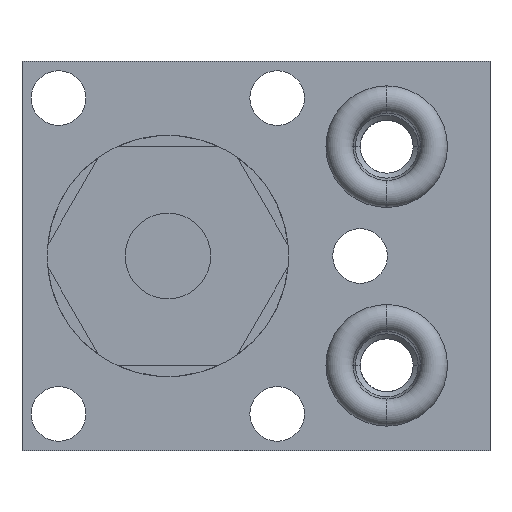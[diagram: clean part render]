
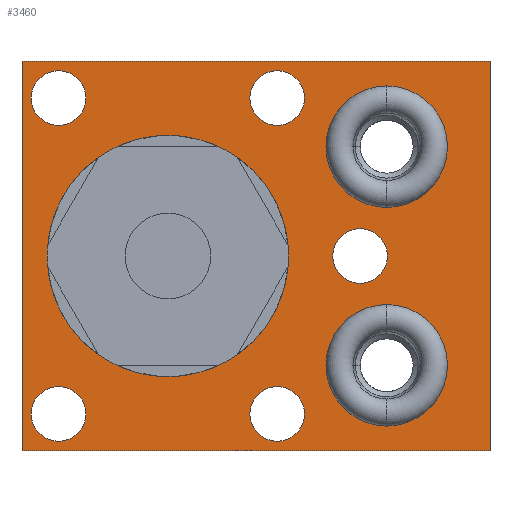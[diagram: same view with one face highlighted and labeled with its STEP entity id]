
A CAD part, left-side view. The second image highlights one B-rep face of the part: STEP entity #3460.
In plain terms, the highlighted planar face has unit normal (-1, 0, 0).
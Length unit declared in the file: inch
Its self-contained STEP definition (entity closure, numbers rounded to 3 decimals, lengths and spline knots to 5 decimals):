
#1010=DIRECTION('',(0.,-1.,0.));
#1011=VECTOR('',#1010,2.406);
#1012=CARTESIAN_POINT('',(-1.25,0.75,1.));
#1013=LINE('',#1012,#1011);
#1017=DIRECTION('',(0.,0.,-1.));
#1018=VECTOR('',#1017,2.);
#1019=CARTESIAN_POINT('',(-1.25,-1.656,1.));
#1020=LINE('',#1019,#1018);
#1024=DIRECTION('',(0.,1.,0.));
#1025=VECTOR('',#1024,2.406);
#1026=CARTESIAN_POINT('',(-1.25,-1.656,-1.));
#1027=LINE('',#1026,#1025);
#1031=DIRECTION('',(0.,0.,1.));
#1032=VECTOR('',#1031,2.);
#1033=CARTESIAN_POINT('',(-1.25,0.75,-1.));
#1034=LINE('',#1033,#1032);
#1038=CARTESIAN_POINT('',(-1.25,0.562,0.812));
#1039=DIRECTION('',(-1.,0.,0.));
#1040=DIRECTION('',(0.,-1.,0.));
#1041=AXIS2_PLACEMENT_3D('',#1038,#1039,#1040);
#1046=CARTESIAN_POINT('',(-1.25,0.562,0.812));
#1047=DIRECTION('',(-1.,0.,0.));
#1048=DIRECTION('',(0.,1.,0.));
#1049=AXIS2_PLACEMENT_3D('',#1046,#1047,#1048);
#1054=CARTESIAN_POINT('',(-1.25,0.562,-0.812));
#1055=DIRECTION('',(-1.,0.,0.));
#1056=DIRECTION('',(0.,-1.,0.));
#1057=AXIS2_PLACEMENT_3D('',#1054,#1055,#1056);
#1062=CARTESIAN_POINT('',(-1.25,0.562,-0.812));
#1063=DIRECTION('',(-1.,0.,0.));
#1064=DIRECTION('',(0.,1.,0.));
#1065=AXIS2_PLACEMENT_3D('',#1062,#1063,#1064);
#1070=CARTESIAN_POINT('',(-1.25,-0.562,0.812));
#1071=DIRECTION('',(-1.,0.,0.));
#1072=DIRECTION('',(0.,-1.,0.));
#1073=AXIS2_PLACEMENT_3D('',#1070,#1071,#1072);
#1078=CARTESIAN_POINT('',(-1.25,-0.562,0.812));
#1079=DIRECTION('',(-1.,0.,0.));
#1080=DIRECTION('',(0.,1.,0.));
#1081=AXIS2_PLACEMENT_3D('',#1078,#1079,#1080);
#1086=CARTESIAN_POINT('',(-1.25,-0.562,-0.812));
#1087=DIRECTION('',(-1.,0.,0.));
#1088=DIRECTION('',(0.,-1.,0.));
#1089=AXIS2_PLACEMENT_3D('',#1086,#1087,#1088);
#1094=CARTESIAN_POINT('',(-1.25,-0.562,-0.812));
#1095=DIRECTION('',(-1.,0.,0.));
#1096=DIRECTION('',(0.,1.,0.));
#1097=AXIS2_PLACEMENT_3D('',#1094,#1095,#1096);
#1102=CARTESIAN_POINT('',(-1.25,-0.988,0.));
#1103=DIRECTION('',(-1.,0.,0.));
#1104=DIRECTION('',(0.,-1.,0.));
#1105=AXIS2_PLACEMENT_3D('',#1102,#1103,#1104);
#1110=CARTESIAN_POINT('',(-1.25,-0.988,0.));
#1111=DIRECTION('',(-1.,0.,0.));
#1112=DIRECTION('',(0.,1.,0.));
#1113=AXIS2_PLACEMENT_3D('',#1110,#1111,#1112);
#1118=CARTESIAN_POINT('',(-1.25,-1.125,0.562));
#1119=DIRECTION('',(1.,0.,0.));
#1120=DIRECTION('',(0.,1.,0.));
#1121=AXIS2_PLACEMENT_3D('',#1118,#1119,#1120);
#1126=CARTESIAN_POINT('',(-1.25,-1.125,0.562));
#1127=DIRECTION('',(1.,0.,0.));
#1128=DIRECTION('',(0.,-1.,0.));
#1129=AXIS2_PLACEMENT_3D('',#1126,#1127,#1128);
#1134=CARTESIAN_POINT('',(-1.25,-1.125,-0.562));
#1135=DIRECTION('',(1.,0.,0.));
#1136=DIRECTION('',(0.,1.,0.));
#1137=AXIS2_PLACEMENT_3D('',#1134,#1135,#1136);
#1142=CARTESIAN_POINT('',(-1.25,-1.125,-0.562));
#1143=DIRECTION('',(1.,0.,0.));
#1144=DIRECTION('',(0.,-1.,0.));
#1145=AXIS2_PLACEMENT_3D('',#1142,#1143,#1144);
#1150=CARTESIAN_POINT('',(-1.25,0.,0.));
#1151=DIRECTION('',(-1.,0.,0.));
#1152=DIRECTION('',(0.,-1.,0.));
#1153=AXIS2_PLACEMENT_3D('',#1150,#1151,#1152);
#1158=CARTESIAN_POINT('',(-1.25,0.,0.));
#1159=DIRECTION('',(-1.,0.,0.));
#1160=DIRECTION('',(0.,1.,0.));
#1161=AXIS2_PLACEMENT_3D('',#1158,#1159,#1160);
#2301=CARTESIAN_POINT('',(-1.25,0.75,1.));
#2302=CARTESIAN_POINT('',(-1.25,-1.656,1.));
#2303=VERTEX_POINT('',#2301);
#2304=VERTEX_POINT('',#2302);
#2305=CARTESIAN_POINT('',(-1.25,-1.656,-1.));
#2306=VERTEX_POINT('',#2305);
#2307=CARTESIAN_POINT('',(-1.25,0.75,-1.));
#2308=VERTEX_POINT('',#2307);
#2329=CARTESIAN_POINT('',(-1.25,0.4215,0.812));
#2330=CARTESIAN_POINT('',(-1.25,0.7025,0.812));
#2331=VERTEX_POINT('',#2329);
#2332=VERTEX_POINT('',#2330);
#2341=CARTESIAN_POINT('',(-1.25,-0.8125,0.562));
#2342=CARTESIAN_POINT('',(-1.25,-1.4375,0.562));
#2343=VERTEX_POINT('',#2341);
#2344=VERTEX_POINT('',#2342);
#2361=CARTESIAN_POINT('',(-1.25,-0.8125,-0.562));
#2362=CARTESIAN_POINT('',(-1.25,-1.4375,-0.562));
#2363=VERTEX_POINT('',#2361);
#2364=VERTEX_POINT('',#2362);
#2487=CARTESIAN_POINT('',(-1.25,0.4215,-0.812));
#2488=CARTESIAN_POINT('',(-1.25,0.7025,-0.812));
#2489=VERTEX_POINT('',#2487);
#2490=VERTEX_POINT('',#2488);
#2495=CARTESIAN_POINT('',(-1.25,-0.7025,0.812));
#2496=CARTESIAN_POINT('',(-1.25,-0.4215,0.812));
#2497=VERTEX_POINT('',#2495);
#2498=VERTEX_POINT('',#2496);
#2503=CARTESIAN_POINT('',(-1.25,-0.7025,-0.812));
#2504=CARTESIAN_POINT('',(-1.25,-0.4215,-0.812));
#2505=VERTEX_POINT('',#2503);
#2506=VERTEX_POINT('',#2504);
#2511=CARTESIAN_POINT('',(-1.25,-1.1285,0.));
#2512=CARTESIAN_POINT('',(-1.25,-0.8475,0.));
#2513=VERTEX_POINT('',#2511);
#2514=VERTEX_POINT('',#2512);
#2553=CARTESIAN_POINT('',(-1.25,-0.62,0.));
#2554=CARTESIAN_POINT('',(-1.25,0.62,0.));
#2555=VERTEX_POINT('',#2553);
#2556=VERTEX_POINT('',#2554);
#3401=CARTESIAN_POINT('',(-1.25,0.,0.));
#3402=DIRECTION('',(1.,0.,0.));
#3403=DIRECTION('',(0.,0.,-1.));
#3404=AXIS2_PLACEMENT_3D('',#3401,#3402,#3403);
#3405=PLANE('',#3404);
#3406=ORIENTED_EDGE('',*,*,#3341,.T.);
#3407=ORIENTED_EDGE('',*,*,#3356,.T.);
#3408=ORIENTED_EDGE('',*,*,#3382,.T.);
#3409=ORIENTED_EDGE('',*,*,#3395,.T.);
#3410=EDGE_LOOP('',(#3406,#3407,#3408,#3409));
#3411=FACE_OUTER_BOUND('',#3410,.F.);
#3413=ORIENTED_EDGE('',*,*,#3412,.T.);
#3415=ORIENTED_EDGE('',*,*,#3414,.T.);
#3416=EDGE_LOOP('',(#3413,#3415));
#3417=FACE_BOUND('',#3416,.F.);
#3419=ORIENTED_EDGE('',*,*,#3418,.T.);
#3421=ORIENTED_EDGE('',*,*,#3420,.T.);
#3422=EDGE_LOOP('',(#3419,#3421));
#3423=FACE_BOUND('',#3422,.F.);
#3425=ORIENTED_EDGE('',*,*,#3424,.T.);
#3427=ORIENTED_EDGE('',*,*,#3426,.T.);
#3428=EDGE_LOOP('',(#3425,#3427));
#3429=FACE_BOUND('',#3428,.F.);
#3431=ORIENTED_EDGE('',*,*,#3430,.T.);
#3433=ORIENTED_EDGE('',*,*,#3432,.T.);
#3434=EDGE_LOOP('',(#3431,#3433));
#3435=FACE_BOUND('',#3434,.F.);
#3437=ORIENTED_EDGE('',*,*,#3436,.T.);
#3439=ORIENTED_EDGE('',*,*,#3438,.T.);
#3440=EDGE_LOOP('',(#3437,#3439));
#3441=FACE_BOUND('',#3440,.F.);
#3443=ORIENTED_EDGE('',*,*,#3442,.F.);
#3445=ORIENTED_EDGE('',*,*,#3444,.F.);
#3446=EDGE_LOOP('',(#3443,#3445));
#3447=FACE_BOUND('',#3446,.F.);
#3449=ORIENTED_EDGE('',*,*,#3448,.F.);
#3451=ORIENTED_EDGE('',*,*,#3450,.F.);
#3452=EDGE_LOOP('',(#3449,#3451));
#3453=FACE_BOUND('',#3452,.F.);
#3455=ORIENTED_EDGE('',*,*,#3454,.T.);
#3457=ORIENTED_EDGE('',*,*,#3456,.T.);
#3458=EDGE_LOOP('',(#3455,#3457));
#3459=FACE_BOUND('',#3458,.F.);
#1042=CIRCLE('',#1041,0.1405);
#1050=CIRCLE('',#1049,0.1405);
#1058=CIRCLE('',#1057,0.1405);
#1066=CIRCLE('',#1065,0.1405);
#1074=CIRCLE('',#1073,0.1405);
#1082=CIRCLE('',#1081,0.1405);
#1090=CIRCLE('',#1089,0.1405);
#1098=CIRCLE('',#1097,0.1405);
#1106=CIRCLE('',#1105,0.1405);
#1114=CIRCLE('',#1113,0.1405);
#1122=CIRCLE('',#1121,0.3125);
#1130=CIRCLE('',#1129,0.3125);
#1138=CIRCLE('',#1137,0.3125);
#1146=CIRCLE('',#1145,0.3125);
#1154=CIRCLE('',#1153,0.62);
#1162=CIRCLE('',#1161,0.62);
#3341=EDGE_CURVE('',#2303,#2304,#1013,.T.);
#3356=EDGE_CURVE('',#2304,#2306,#1020,.T.);
#3382=EDGE_CURVE('',#2306,#2308,#1027,.T.);
#3395=EDGE_CURVE('',#2308,#2303,#1034,.T.);
#3412=EDGE_CURVE('',#2331,#2332,#1042,.T.);
#3414=EDGE_CURVE('',#2332,#2331,#1050,.T.);
#3418=EDGE_CURVE('',#2489,#2490,#1058,.T.);
#3420=EDGE_CURVE('',#2490,#2489,#1066,.T.);
#3424=EDGE_CURVE('',#2497,#2498,#1074,.T.);
#3426=EDGE_CURVE('',#2498,#2497,#1082,.T.);
#3430=EDGE_CURVE('',#2505,#2506,#1090,.T.);
#3432=EDGE_CURVE('',#2506,#2505,#1098,.T.);
#3436=EDGE_CURVE('',#2513,#2514,#1106,.T.);
#3438=EDGE_CURVE('',#2514,#2513,#1114,.T.);
#3442=EDGE_CURVE('',#2343,#2344,#1122,.T.);
#3444=EDGE_CURVE('',#2344,#2343,#1130,.T.);
#3448=EDGE_CURVE('',#2363,#2364,#1138,.T.);
#3450=EDGE_CURVE('',#2364,#2363,#1146,.T.);
#3454=EDGE_CURVE('',#2555,#2556,#1154,.T.);
#3456=EDGE_CURVE('',#2556,#2555,#1162,.T.);
#3460=ADVANCED_FACE('',(#3411,#3417,#3423,#3429,#3435,#3441,#3447,#3453,#3459),
#3405,.F.);
